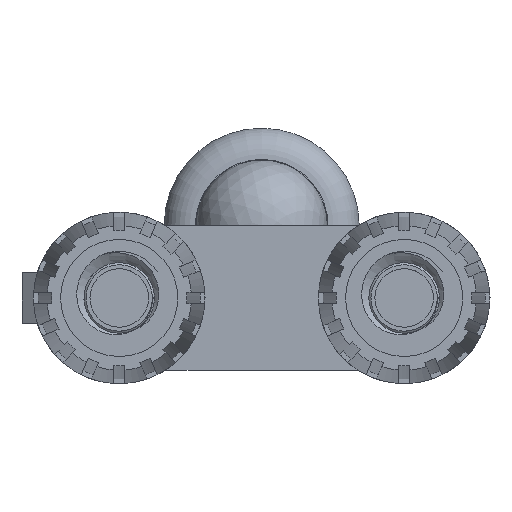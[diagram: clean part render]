
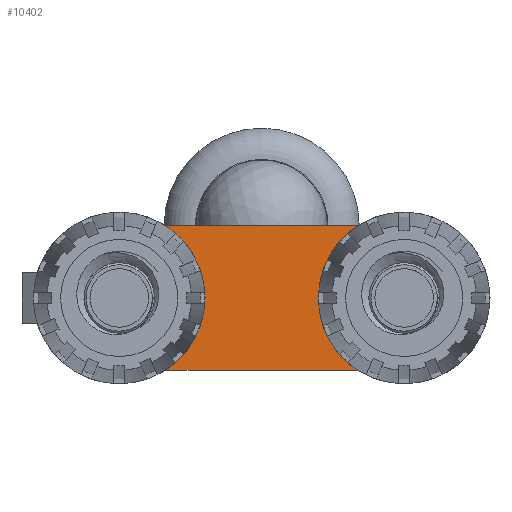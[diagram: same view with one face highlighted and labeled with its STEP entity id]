
A CAD part, left-side view. The second image highlights one B-rep face of the part: STEP entity #10402.
In plain terms, the highlighted planar face has unit normal (-1, 0, 0).
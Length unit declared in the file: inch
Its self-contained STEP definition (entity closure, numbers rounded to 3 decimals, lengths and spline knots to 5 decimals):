
#867=CIRCLE('',#11506,0.185);
#868=CIRCLE('',#11508,0.185);
#1411=FACE_OUTER_BOUND('',#1998,.T.);
#1998=EDGE_LOOP('',(#8515,#8516,#8517,#8518));
#2874=LINE('',#17680,#3528);
#2877=LINE('',#17684,#3531);
#3528=VECTOR('',#14142,1.);
#3531=VECTOR('',#14147,1.);
#4429=VERTEX_POINT('',#17663);
#4430=VERTEX_POINT('',#17665);
#4431=VERTEX_POINT('',#17669);
#4432=VERTEX_POINT('',#17671);
#5841=EDGE_CURVE('',#4430,#4429,#867,.T.);
#5844=EDGE_CURVE('',#4432,#4431,#868,.T.);
#5849=EDGE_CURVE('',#4431,#4430,#2874,.T.);
#5852=EDGE_CURVE('',#4429,#4432,#2877,.T.);
#8515=ORIENTED_EDGE('',*,*,#5841,.T.);
#8516=ORIENTED_EDGE('',*,*,#5852,.T.);
#8517=ORIENTED_EDGE('',*,*,#5844,.T.);
#8518=ORIENTED_EDGE('',*,*,#5849,.T.);
#9950=PLANE('',#11512);
#10402=ADVANCED_FACE('',(#1411),#9950,.T.);
#11506=AXIS2_PLACEMENT_3D('',#17666,#14127,#14128);
#11508=AXIS2_PLACEMENT_3D('',#17672,#14133,#14134);
#11512=AXIS2_PLACEMENT_3D('',#17685,#14148,#14149);
#14127=DIRECTION('center_axis',(-1.,0.,0.));
#14128=DIRECTION('ref_axis',(0.,0.,
1.));
#14133=DIRECTION('center_axis',(-1.,0.,0.));
#14134=DIRECTION('ref_axis',(0.,0.,
-1.));
#14142=DIRECTION('',(0.,1.,0.));
#14147=DIRECTION('',(0.,-1.,0.));
#14148=DIRECTION('center_axis',(-1.,0.,0.));
#14149=DIRECTION('ref_axis',(0.,0.,1.));
#17663=CARTESIAN_POINT('',(137.71258,123.44826,0.22));
#17665=CARTESIAN_POINT('',(137.71258,123.44826,0.59));
#17666=CARTESIAN_POINT('Origin',(137.71258,123.44826,0.405));
#17669=CARTESIAN_POINT('',(137.71258,122.70626,0.59));
#17671=CARTESIAN_POINT('',(137.71258,122.70626,0.22));
#17672=CARTESIAN_POINT('Origin',(137.71258,122.70626,0.405));
#17680=CARTESIAN_POINT('',(137.71258,122.70626,0.59));
#17684=CARTESIAN_POINT('',(137.71258,123.44826,0.22));
#17685=CARTESIAN_POINT('Origin',(137.71258,123.07726,0.405));
